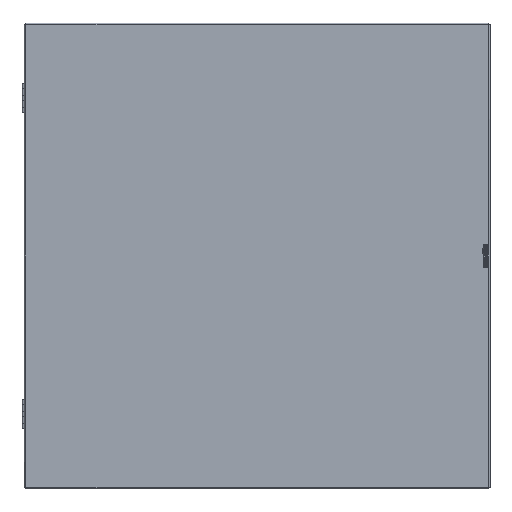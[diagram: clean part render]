
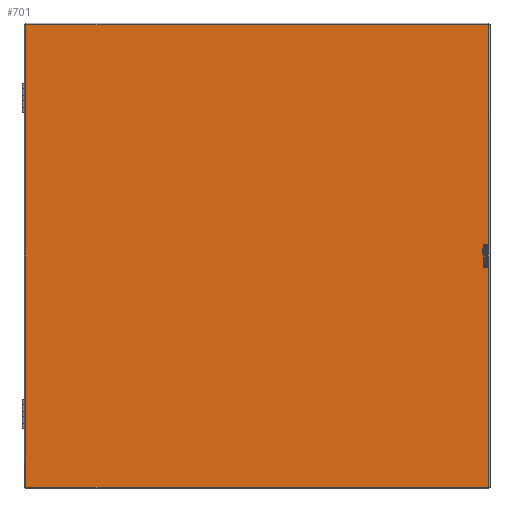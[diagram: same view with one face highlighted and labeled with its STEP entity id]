
A CAD part, front view. The second image highlights one B-rep face of the part: STEP entity #701.
In plain terms, the highlighted planar face has unit normal (0, -1, 0).
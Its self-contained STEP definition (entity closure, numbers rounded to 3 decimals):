
#701 = ADVANCED_FACE( '', ( #1683, #1684 ), #1685, .T. );
#1683 = FACE_OUTER_BOUND( '', #3075, .T. );
#1684 = FACE_BOUND( '', #3076, .T. );
#1685 = PLANE( '', #3077 );
#3075 = EDGE_LOOP( '', ( #5071, #5072, #5073, #5074 ) );
#3076 = EDGE_LOOP( '', ( #5075, #5076, #5077, #5078 ) );
#3077 = AXIS2_PLACEMENT_3D( '', #5079, #5080, #5081 );
#5071 = ORIENTED_EDGE( '', *, *, #8611, .T. );
#5072 = ORIENTED_EDGE( '', *, *, #8612, .F. );
#5073 = ORIENTED_EDGE( '', *, *, #8613, .T. );
#5074 = ORIENTED_EDGE( '', *, *, #8614, .T. );
#5075 = ORIENTED_EDGE( '', *, *, #8615, .T. );
#5076 = ORIENTED_EDGE( '', *, *, #8616, .T. );
#5077 = ORIENTED_EDGE( '', *, *, #8383, .T. );
#5078 = ORIENTED_EDGE( '', *, *, #8617, .T. );
#5079 = CARTESIAN_POINT( '', ( 0., 0., 0. ) );
#5080 = DIRECTION( '', ( 0., -1., 0. ) );
#5081 = DIRECTION( '', ( 0., 0., -1. ) );
#8383 = EDGE_CURVE( '', #9855, #9853, #9856, .T. );
#8611 = EDGE_CURVE( '', #10253, #10254, #10255, .T. );
#8612 = EDGE_CURVE( '', #10256, #10254, #10257, .T. );
#8613 = EDGE_CURVE( '', #10256, #10258, #10259, .T. );
#8614 = EDGE_CURVE( '', #10258, #10253, #10260, .T. );
#8615 = EDGE_CURVE( '', #10261, #10262, #10263, .T. );
#8616 = EDGE_CURVE( '', #10262, #9855, #10264, .T. );
#8617 = EDGE_CURVE( '', #9853, #10261, #10265, .T. );
#9853 = VERTEX_POINT( '', #11977 );
#9855 = VERTEX_POINT( '', #11980 );
#9856 = LINE( '', #11981, #11982 );
#10253 = VERTEX_POINT( '', #12566 );
#10254 = VERTEX_POINT( '', #12567 );
#10255 = LINE( '', #12568, #12569 );
#10256 = VERTEX_POINT( '', #12570 );
#10257 = LINE( '', #12571, #12572 );
#10258 = VERTEX_POINT( '', #12573 );
#10259 = LINE( '', #12574, #12575 );
#10260 = LINE( '', #12576, #12577 );
#10261 = VERTEX_POINT( '', #12578 );
#10262 = VERTEX_POINT( '', #12579 );
#10263 = LINE( '', #12580, #12581 );
#10264 = CIRCLE( '', #12582, 3.175 );
#10265 = CIRCLE( '', #12583, 3.175 );
#11977 = CARTESIAN_POINT( '', ( 299.581, 0., 12.7 ) );
#11980 = CARTESIAN_POINT( '', ( 299.581, 0., -12.7 ) );
#11981 = CARTESIAN_POINT( '', ( 299.581, 0., -12.7 ) );
#11982 = VECTOR( '', #15364, 1000. );
#12566 = CARTESIAN_POINT( '', ( -306.375, 0., -306.375 ) );
#12567 = CARTESIAN_POINT( '', ( 306.375, 0., -306.375 ) );
#12568 = CARTESIAN_POINT( '', ( 306.375, 0., -306.375 ) );
#12569 = VECTOR( '', #15607, 1000. );
#12570 = CARTESIAN_POINT( '', ( 306.375, 0., 306.375 ) );
#12571 = CARTESIAN_POINT( '', ( 306.375, 0., 306.375 ) );
#12572 = VECTOR( '', #15608, 1000. );
#12573 = CARTESIAN_POINT( '', ( -306.375, 0., 306.375 ) );
#12574 = CARTESIAN_POINT( '', ( -308.712, 0., 306.375 ) );
#12575 = VECTOR( '', #15609, 1000. );
#12576 = CARTESIAN_POINT( '', ( -306.375, 0., -308.712 ) );
#12577 = VECTOR( '', #15610, 1000. );
#12578 = CARTESIAN_POINT( '', ( 305.931, 0., 12.7 ) );
#12579 = CARTESIAN_POINT( '', ( 305.931, 0., -12.7 ) );
#12580 = CARTESIAN_POINT( '', ( 305.931, 0., 12.7 ) );
#12581 = VECTOR( '', #15611, 1000. );
#12582 = AXIS2_PLACEMENT_3D( '', #15612, #15613, #15614 );
#12583 = AXIS2_PLACEMENT_3D( '', #15615, #15616, #15617 );
#15364 = DIRECTION( '', ( 0., 0., 1. ) );
#15607 = DIRECTION( '', ( 1., 0., 0. ) );
#15608 = DIRECTION( '', ( 0., 0., -1. ) );
#15609 = DIRECTION( '', ( -1., 0., 0. ) );
#15610 = DIRECTION( '', ( 0., 0., -1. ) );
#15611 = DIRECTION( '', ( 0., 0., -1. ) );
#15612 = CARTESIAN_POINT( '', ( 302.756, 0., -12.7 ) );
#15613 = DIRECTION( '', ( 0., 1., 0. ) );
#15614 = DIRECTION( '', ( 0., 0., 1. ) );
#15615 = CARTESIAN_POINT( '', ( 302.756, 0., 12.7 ) );
#15616 = DIRECTION( '', ( 0., 1., 0. ) );
#15617 = DIRECTION( '', ( 0., 0., -1. ) );
